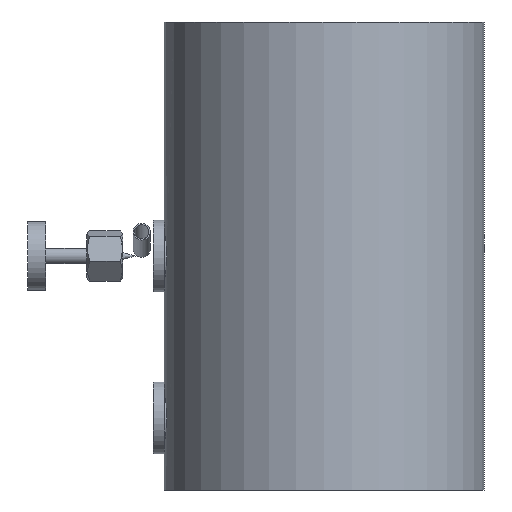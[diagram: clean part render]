
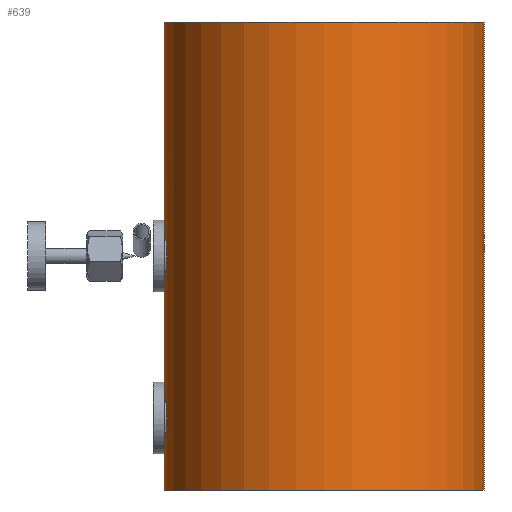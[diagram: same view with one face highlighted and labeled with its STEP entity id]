
A CAD part, left-side view. The second image highlights one B-rep face of the part: STEP entity #639.
In plain terms, the highlighted cylindrical face has radius 22.225 mm (diameter 44.45 mm), a full revolution.
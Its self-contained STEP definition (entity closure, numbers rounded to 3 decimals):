
#42=B_SPLINE_CURVE_WITH_KNOTS('',3,(#1100,#1101,#1102,#1103,#1104,#1105,
#1106,#1107,#1108,#1109,#1110),.UNSPECIFIED.,.T.,.F.,(1,1,1,1,1,1,1,1,1,
1,1,1,1,1,1),(-0.009,-0.006,-0.003,
0.,0.003,0.006,0.009,
0.013,0.016,0.019,0.022,
0.025,0.028,0.031,0.034),
 .UNSPECIFIED.);
#43=B_SPLINE_CURVE_WITH_KNOTS('',3,(#1112,#1113,#1114,#1115,#1116,#1117,
#1118,#1119,#1120,#1121,#1122),.UNSPECIFIED.,.T.,.F.,(1,1,1,1,1,1,1,1,1,
1,1,1,1,1,1),(-0.009,-0.006,-0.003,
0.,0.003,0.006,0.009,
0.013,0.016,0.019,0.022,
0.025,0.028,0.031,0.034),
 .UNSPECIFIED.);
#210=ORIENTED_EDGE('',*,*,#270,.T.);
#211=ORIENTED_EDGE('',*,*,#271,.T.);
#212=ORIENTED_EDGE('',*,*,#272,.T.);
#213=ORIENTED_EDGE('',*,*,#273,.F.);
#270=EDGE_CURVE('',#317,#317,#42,.T.);
#271=EDGE_CURVE('',#318,#318,#43,.T.);
#272=EDGE_CURVE('',#319,#319,#351,.T.);
#273=EDGE_CURVE('',#320,#320,#352,.T.);
#317=VERTEX_POINT('',#1111);
#318=VERTEX_POINT('',#1123);
#319=VERTEX_POINT('',#1125);
#320=VERTEX_POINT('',#1127);
#351=CIRCLE('',#746,22.225);
#352=CIRCLE('',#747,22.225);
#415=EDGE_LOOP('',(#210));
#416=EDGE_LOOP('',(#211));
#417=EDGE_LOOP('',(#212));
#418=EDGE_LOOP('',(#213));
#492=FACE_BOUND('',#415,.T.);
#493=FACE_BOUND('',#416,.T.);
#494=FACE_BOUND('',#417,.T.);
#495=FACE_BOUND('',#418,.T.);
#520=CYLINDRICAL_SURFACE('',#745,22.225);
#639=ADVANCED_FACE('',(#492,#493,#494,#495),#520,.T.);
#745=AXIS2_PLACEMENT_3D('',#1099,#902,#903);
#746=AXIS2_PLACEMENT_3D('',#1124,#904,#905);
#747=AXIS2_PLACEMENT_3D('',#1126,#906,#907);
#902=DIRECTION('',(0.,0.,-1.));
#903=DIRECTION('',(-1.,0.,0.));
#904=DIRECTION('',(0.,0.,-1.));
#905=DIRECTION('',(-1.,0.,0.));
#906=DIRECTION('',(0.,0.,-1.));
#907=DIRECTION('',(-1.,0.,0.));
#1099=CARTESIAN_POINT('',(0.,0.,0.));
#1100=CARTESIAN_POINT('',(3.138,22.045,35.632));
#1101=CARTESIAN_POINT('',(-0.001,22.315,36.934));
#1102=CARTESIAN_POINT('',(-3.135,22.045,35.633));
#1103=CARTESIAN_POINT('',(-4.432,21.771,32.504));
#1104=CARTESIAN_POINT('',(-3.135,22.045,29.365));
#1105=CARTESIAN_POINT('',(-0.001,22.315,28.068));
#1106=CARTESIAN_POINT('',(3.131,22.046,29.362));
#1107=CARTESIAN_POINT('',(4.433,21.771,32.497));
#1108=CARTESIAN_POINT('',(3.138,22.045,35.632));
#1109=CARTESIAN_POINT('',(-0.001,22.315,36.934));
#1110=CARTESIAN_POINT('',(-3.135,22.045,35.633));
#1111=CARTESIAN_POINT('',(0.,22.225,36.5));
#1112=CARTESIAN_POINT('',(3.138,22.045,13.132));
#1113=CARTESIAN_POINT('',(-0.001,22.315,14.434));
#1114=CARTESIAN_POINT('',(-3.135,22.045,13.133));
#1115=CARTESIAN_POINT('',(-4.432,21.771,10.004));
#1116=CARTESIAN_POINT('',(-3.135,22.045,6.865));
#1117=CARTESIAN_POINT('',(-0.001,22.315,5.568));
#1118=CARTESIAN_POINT('',(3.131,22.046,6.862));
#1119=CARTESIAN_POINT('',(4.433,21.771,9.997));
#1120=CARTESIAN_POINT('',(3.138,22.045,13.132));
#1121=CARTESIAN_POINT('',(-0.001,22.315,14.434));
#1122=CARTESIAN_POINT('',(-3.135,22.045,13.133));
#1123=CARTESIAN_POINT('',(0.,22.225,14.));
#1124=CARTESIAN_POINT('',(0.,0.,65.));
#1125=CARTESIAN_POINT('',(-22.225,0.,65.));
#1126=CARTESIAN_POINT('',(0.,0.,0.));
#1127=CARTESIAN_POINT('',(-22.225,0.,0.));
